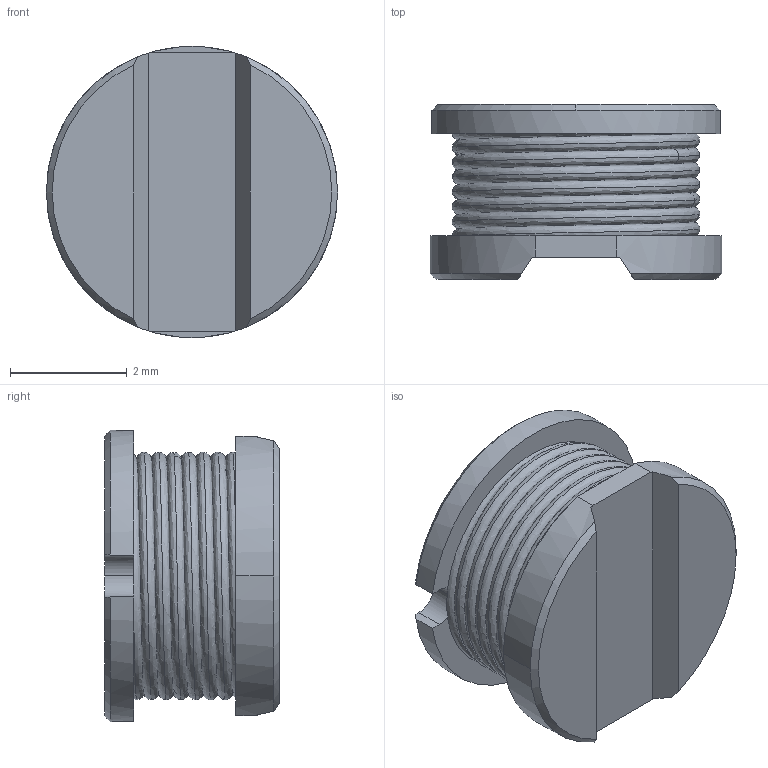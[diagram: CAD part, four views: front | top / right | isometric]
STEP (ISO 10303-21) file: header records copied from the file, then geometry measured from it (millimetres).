
FILE_DESCRIPTION(('STEP AP242'),'1');
FILE_NAME('sdr0503-153jl.stp','2022-07-25T17:41:10',('TraceParts'),('TraceParts S.A.'),'Spatial InterOp 3D',' ',' ');
FILE_SCHEMA(('AP242_MANAGED_MODEL_BASED_3D_ENGINEERING_MIM_LF {1 0 10303 442 1 1 4}'));
Length unit declared in the file: millimetre
Products named in the file (1): sdr0503-153jl
Bounding box: 5 x 3 x 5 mm (x, y, z)
Volume: 25.2 mm3; surface area: 160.4 mm2
Topology: 1 solids, 1 shells, 41 faces, 108 edges, 68 vertices
Faces by surface type: plane 19, cylinder 10, cone 6, bspline 6
Entity records: 6608 total; most frequent: CARTESIAN_POINT 5633, ORIENTED_EDGE 216, DIRECTION 182, EDGE_CURVE 108, AXIS2_PLACEMENT_3D 74, VERTEX_POINT 68, EDGE_LOOP 42, ADVANCED_FACE 41
